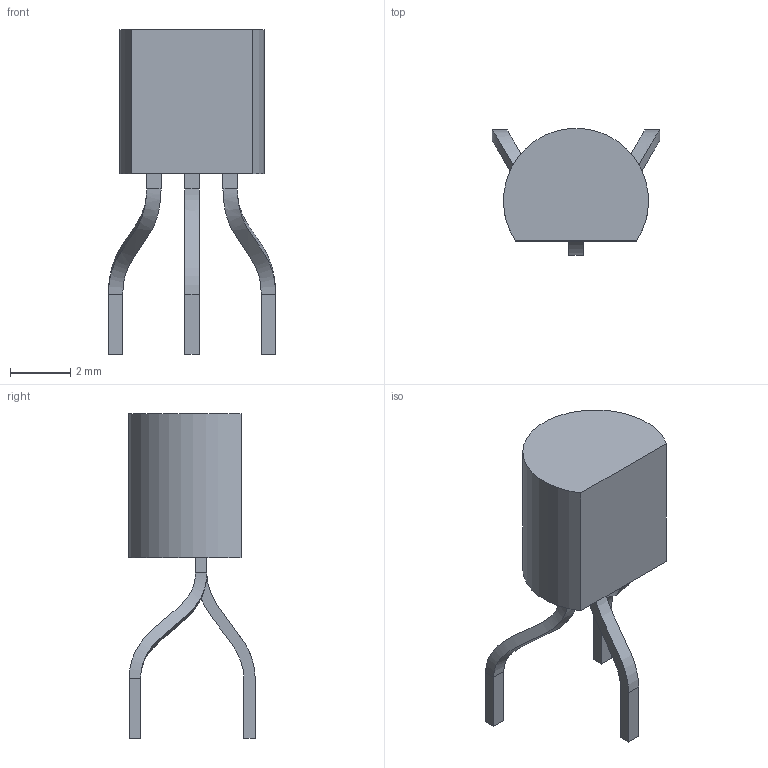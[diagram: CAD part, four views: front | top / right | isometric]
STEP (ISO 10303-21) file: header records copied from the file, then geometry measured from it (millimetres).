
FILE_DESCRIPTION(/* description */ (''),/* implementation_level */ '2;1');
FILE_NAME(/* name */ 'TO-92.step',/* time_stamp */ '2023-06-19T15:19:42+02:00',/* author */ (''),/* organization */ (''),/* preprocessor_version */ 'ST-DEVELOPER v19.2',/* originating_system */ 'Autodesk Translation Framework v12.6.0.85',/* authorisation */ '');
FILE_SCHEMA (('AUTOMOTIVE_DESIGN { 1 0 10303 214 3 1 1 }'));
Length unit declared in the file: millimetre
Products named in the file (1): TO-92
Bounding box: 5.56 x 4.21 x 10.8 mm (x, y, z)
Volume: 76.9 mm3; surface area: 135 mm2
Topology: 1 solids, 1 shells, 39 faces, 86 edges, 52 vertices
Faces by surface type: plane 28, bspline 10, cylinder 1
Entity records: 1458 total; most frequent: CARTESIAN_POINT 570, ORIENTED_EDGE 172, DIRECTION 136, EDGE_CURVE 86, LINE 72, VECTOR 72, VERTEX_POINT 52, EDGE_LOOP 42
